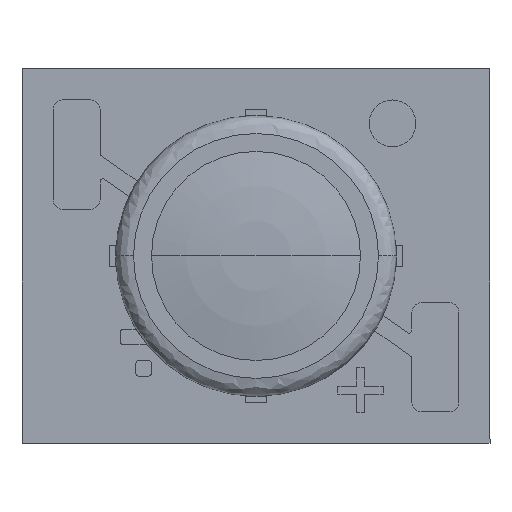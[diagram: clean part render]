
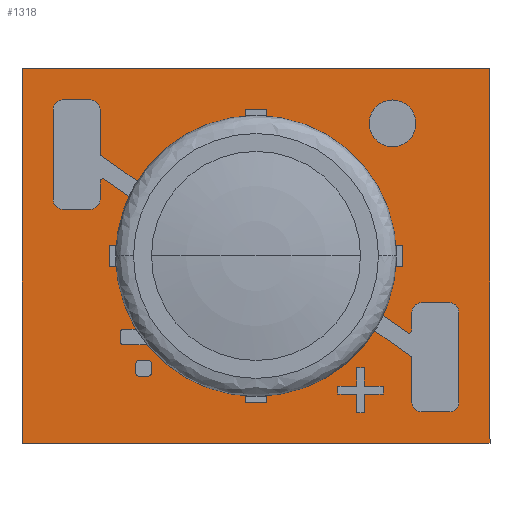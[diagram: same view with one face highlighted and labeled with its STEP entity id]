
A CAD part, top view. The second image highlights one B-rep face of the part: STEP entity #1318.
In plain terms, the highlighted planar face has unit normal (0, 0, 1).
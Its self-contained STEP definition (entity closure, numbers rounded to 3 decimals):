
#60 = CARTESIAN_POINT ( 'NONE',  ( 7.5, -6., 1. ) ) ;
#162 = EDGE_CURVE ( 'NONE', #2994, #383, #940, .T. ) ;
#209 = CARTESIAN_POINT ( 'NONE',  ( -7.5, 6., 1. ) ) ;
#251 = EDGE_LOOP ( 'NONE', ( #3048, #2735, #1592, #2871 ) ) ;
#340 = DIRECTION ( 'NONE',  ( 0., 1., 0. ) ) ;
#358 = LINE ( 'NONE', #2730, #1463 ) ;
#383 = VERTEX_POINT ( 'NONE', #209 ) ;
#555 = DIRECTION ( 'NONE',  ( 0., -1., 0. ) ) ;
#625 = AXIS2_PLACEMENT_3D ( 'NONE', #982, #2381, #3526 ) ;
#702 = VERTEX_POINT ( 'NONE', #930 ) ;
#726 = LINE ( 'NONE', #1671, #2890 ) ;
#740 = DIRECTION ( 'NONE',  ( -1., 0., 0. ) ) ;
#930 = CARTESIAN_POINT ( 'NONE',  ( -7.5, -6., 1. ) ) ;
#940 = LINE ( 'NONE', #3251, #2101 ) ;
#982 = CARTESIAN_POINT ( 'NONE',  ( 0., 0., 1. ) ) ;
#994 = LINE ( 'NONE', #60, #1585 ) ;
#1020 = DIRECTION ( 'NONE',  ( 1., 0., 0. ) ) ;
#1054 = FACE_OUTER_BOUND ( 'NONE', #251, .T. ) ;
#1318 = ADVANCED_FACE ( 'NONE', ( #1054 ), #3492, .F. ) ;
#1463 = VECTOR ( 'NONE', #1020, 1000. ) ;
#1585 = VECTOR ( 'NONE', #340, 1000. ) ;
#1592 = ORIENTED_EDGE ( 'NONE', *, *, #3543, .T. ) ;
#1671 = CARTESIAN_POINT ( 'NONE',  ( -7.5, -6., 1. ) ) ;
#1873 = EDGE_CURVE ( 'NONE', #702, #2889, #358, .T. ) ;
#2101 = VECTOR ( 'NONE', #740, 1000. ) ;
#2381 = DIRECTION ( 'NONE',  ( 0., 0., -1. ) ) ;
#2643 = EDGE_CURVE ( 'NONE', #2889, #2994, #994, .T. ) ;
#2730 = CARTESIAN_POINT ( 'NONE',  ( -7.5, -6., 1. ) ) ;
#2735 = ORIENTED_EDGE ( 'NONE', *, *, #162, .T. ) ;
#2848 = CARTESIAN_POINT ( 'NONE',  ( 7.5, -6., 1. ) ) ;
#2871 = ORIENTED_EDGE ( 'NONE', *, *, #1873, .T. ) ;
#2889 = VERTEX_POINT ( 'NONE', #2848 ) ;
#2890 = VECTOR ( 'NONE', #555, 1000. ) ;
#2994 = VERTEX_POINT ( 'NONE', #3211 ) ;
#3048 = ORIENTED_EDGE ( 'NONE', *, *, #2643, .T. ) ;
#3211 = CARTESIAN_POINT ( 'NONE',  ( 7.5, 6., 1. ) ) ;
#3251 = CARTESIAN_POINT ( 'NONE',  ( -7.5, 6., 1. ) ) ;
#3492 = PLANE ( 'NONE',  #625 ) ;
#3526 = DIRECTION ( 'NONE',  ( -1., 0., 0. ) ) ;
#3543 = EDGE_CURVE ( 'NONE', #383, #702, #726, .T. ) ;
